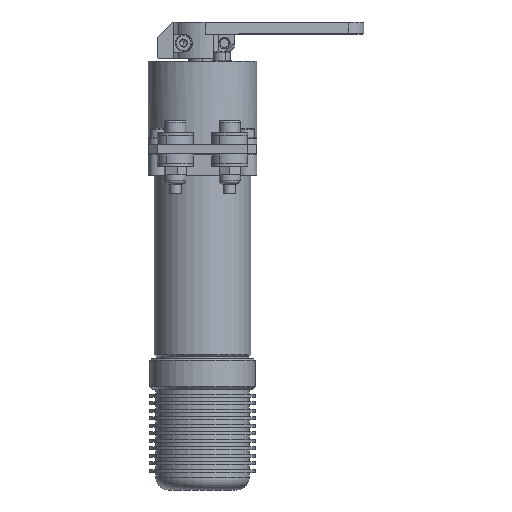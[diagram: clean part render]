
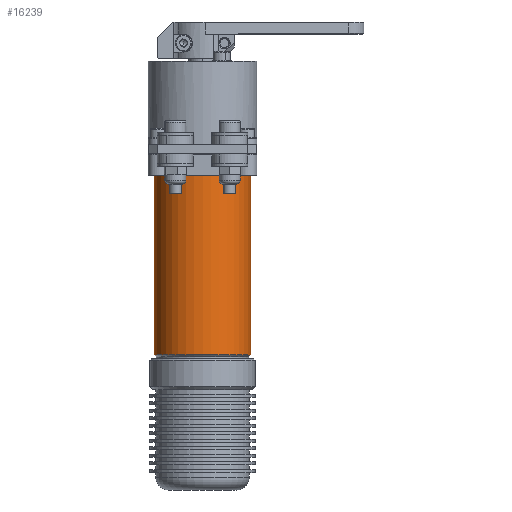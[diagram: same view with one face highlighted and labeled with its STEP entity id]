
A CAD part, front view. The second image highlights one B-rep face of the part: STEP entity #16239.
In plain terms, the highlighted cylindrical face has radius 16 mm (diameter 32 mm), a partial arc.
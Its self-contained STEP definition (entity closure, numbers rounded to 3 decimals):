
#2531 = DIRECTION ( 'NONE',  ( 0., 0., 1. ) ) ;
#5300 = VERTEX_POINT ( 'NONE', #59473 ) ;
#5315 = DIRECTION ( 'NONE',  ( -1., 0., 0. ) ) ;
#6300 = VERTEX_POINT ( 'NONE', #47481 ) ;
#9157 = CIRCLE ( 'NONE', #27461, 16. ) ;
#11012 = ORIENTED_EDGE ( 'NONE', *, *, #46018, .T. ) ;
#11520 = LINE ( 'NONE', #52852, #75175 ) ;
#11578 = ORIENTED_EDGE ( 'NONE', *, *, #13545, .T. ) ;
#13545 = EDGE_CURVE ( 'NONE', #44221, #6300, #23258, .T. ) ;
#16239 = ADVANCED_FACE ( 'NONE', ( #34288 ), #62855, .T. ) ;
#21686 = ORIENTED_EDGE ( 'NONE', *, *, #67012, .F. ) ;
#23258 = CIRCLE ( 'NONE', #71275, 16. ) ;
#24344 = DIRECTION ( 'NONE',  ( -1., 0., 0. ) ) ;
#24934 = EDGE_CURVE ( 'NONE', #38330, #6300, #49884, .T. ) ;
#27461 = AXIS2_PLACEMENT_3D ( 'NONE', #35175, #40360, #5315 ) ;
#28580 = ORIENTED_EDGE ( 'NONE', *, *, #24934, .F. ) ;
#34288 = FACE_OUTER_BOUND ( 'NONE', #61816, .T. ) ;
#35175 = CARTESIAN_POINT ( 'NONE',  ( 0., 0.5, -66.6 ) ) ;
#38330 = VERTEX_POINT ( 'NONE', #38535 ) ;
#38535 = CARTESIAN_POINT ( 'NONE',  ( -16., 0.5, -66.6 ) ) ;
#39523 = CARTESIAN_POINT ( 'NONE',  ( 0., 0.5, -121.255 ) ) ;
#40360 = DIRECTION ( 'NONE',  ( 0., 0., -1. ) ) ;
#44221 = VERTEX_POINT ( 'NONE', #55265 ) ;
#46018 = EDGE_CURVE ( 'NONE', #5300, #44221, #11520, .T. ) ;
#47481 = CARTESIAN_POINT ( 'NONE',  ( -16., 0.5, -7. ) ) ;
#49884 = LINE ( 'NONE', #73250, #55401 ) ;
#52852 = CARTESIAN_POINT ( 'NONE',  ( 16., 0.5, -121.255 ) ) ;
#54215 = DIRECTION ( 'NONE',  ( 0., 0., -1. ) ) ;
#55265 = CARTESIAN_POINT ( 'NONE',  ( 16., 0.5, -7. ) ) ;
#55401 = VECTOR ( 'NONE', #2531, 1000. ) ;
#57588 = DIRECTION ( 'NONE',  ( 1., 0., 0. ) ) ;
#59473 = CARTESIAN_POINT ( 'NONE',  ( 16., 0.5, -66.6 ) ) ;
#61816 = EDGE_LOOP ( 'NONE', ( #28580, #21686, #11012, #11578 ) ) ;
#62855 = CYLINDRICAL_SURFACE ( 'NONE', #63105, 16. ) ;
#63105 = AXIS2_PLACEMENT_3D ( 'NONE', #39523, #75658, #57588 ) ;
#67012 = EDGE_CURVE ( 'NONE', #5300, #38330, #9157, .T. ) ;
#70724 = DIRECTION ( 'NONE',  ( 0., 0., 1. ) ) ;
#71275 = AXIS2_PLACEMENT_3D ( 'NONE', #72106, #54215, #24344 ) ;
#72106 = CARTESIAN_POINT ( 'NONE',  ( 0., 0.5, -7. ) ) ;
#73250 = CARTESIAN_POINT ( 'NONE',  ( -16., 0.5, -121.255 ) ) ;
#75175 = VECTOR ( 'NONE', #70724, 1000. ) ;
#75658 = DIRECTION ( 'NONE',  ( 0., 0., 1. ) ) ;
